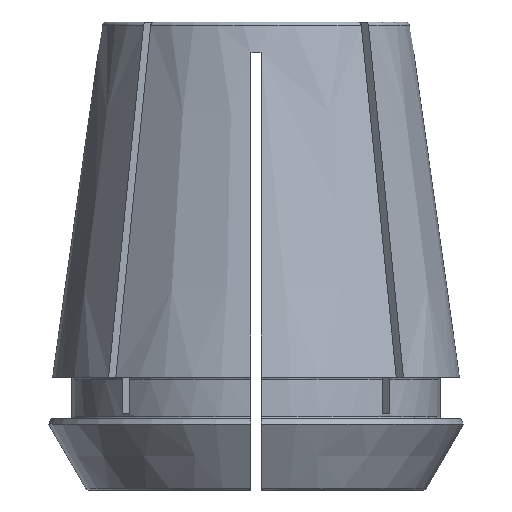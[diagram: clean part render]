
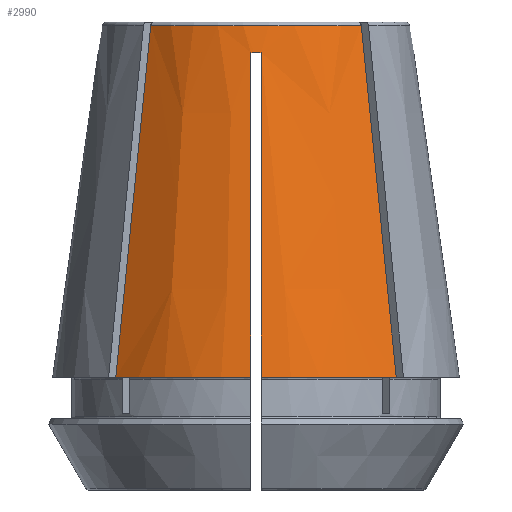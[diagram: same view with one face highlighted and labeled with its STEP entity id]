
A CAD part, left-side view. The second image highlights one B-rep face of the part: STEP entity #2990.
In plain terms, the highlighted conical face has half-angle 8 degrees and reference radius 15.095 mm.
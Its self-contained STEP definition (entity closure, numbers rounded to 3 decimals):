
#51=CONICAL_SURFACE('',#3237,15.095,0.14);
#130=CIRCLE('',#3147,15.517);
#186=CIRCLE('',#3238,15.144);
#187=CIRCLE('',#3239,20.);
#188=CIRCLE('',#3240,20.);
#1069=ORIENTED_EDGE('',*,*,#1964,.F.);
#1070=ORIENTED_EDGE('',*,*,#1965,.T.);
#1071=ORIENTED_EDGE('',*,*,#1966,.T.);
#1072=ORIENTED_EDGE('',*,*,#1824,.F.);
#1073=ORIENTED_EDGE('',*,*,#1821,.F.);
#1074=ORIENTED_EDGE('',*,*,#1863,.T.);
#1075=ORIENTED_EDGE('',*,*,#1967,.T.);
#1076=ORIENTED_EDGE('',*,*,#1968,.F.);
#1821=EDGE_CURVE('',#2292,#2293,#130,.T.);
#1824=EDGE_CURVE('',#2293,#2295,#2491,.T.);
#1863=EDGE_CURVE('',#2292,#2332,#2504,.T.);
#1964=EDGE_CURVE('',#2390,#2391,#186,.T.);
#1965=EDGE_CURVE('',#2390,#2392,#2527,.T.);
#1966=EDGE_CURVE('',#2392,#2295,#187,.T.);
#1967=EDGE_CURVE('',#2332,#2393,#188,.T.);
#1968=EDGE_CURVE('',#2391,#2393,#2528,.T.);
#2292=VERTEX_POINT('',#4858);
#2293=VERTEX_POINT('',#4860);
#2295=VERTEX_POINT('',#4875);
#2332=VERTEX_POINT('',#4989);
#2390=VERTEX_POINT('',#5270);
#2391=VERTEX_POINT('',#5271);
#2392=VERTEX_POINT('',#5279);
#2393=VERTEX_POINT('',#5282);
#2491=B_SPLINE_CURVE_WITH_KNOTS('',3,(#4865,#4866,#4867,#4868,#4869,#4870,
#4871,#4872,#4873,#4874),.UNSPECIFIED.,.F.,.F.,(4,3,3,4),(0.024,
0.028,0.056,0.057),.UNSPECIFIED.);
#2504=B_SPLINE_CURVE_WITH_KNOTS('',3,(#4990,#4991,#4992,#4993,#4994,#4995,
#4996,#4997,#4998,#4999),.UNSPECIFIED.,.F.,.F.,(4,3,3,4),(0.024,
0.028,0.056,0.057),.UNSPECIFIED.);
#2527=B_SPLINE_CURVE_WITH_KNOTS('',3,(#5272,#5273,#5274,#5275,#5276,#5277,
#5278),.UNSPECIFIED.,.F.,.F.,(4,3,4),(0.,0.027,
0.035),.UNSPECIFIED.);
#2528=B_SPLINE_CURVE_WITH_KNOTS('',3,(#5283,#5284,#5285,#5286,#5287,#5288,
#5289),.UNSPECIFIED.,.F.,.F.,(4,3,4),(0.,0.027,
0.035),.UNSPECIFIED.);
#2602=EDGE_LOOP('',(#1069,#1070,#1071,#1072,#1073,#1074,#1075,#1076));
#2762=FACE_BOUND('',#2602,.T.);
#2990=ADVANCED_FACE('',(#2762),#51,.T.);
#3147=AXIS2_PLACEMENT_3D('',#4859,#3623,#3624);
#3237=AXIS2_PLACEMENT_3D('',#5268,#3854,#3855);
#3238=AXIS2_PLACEMENT_3D('',#5269,#3856,#3857);
#3239=AXIS2_PLACEMENT_3D('',#5280,#3858,#3859);
#3240=AXIS2_PLACEMENT_3D('',#5281,#3860,#3861);
#3623=DIRECTION('',(0.,0.,-1.));
#3624=DIRECTION('',(-1.,0.,0.));
#3854=DIRECTION('',(0.,0.,-1.));
#3855=DIRECTION('',(-1.,0.,0.));
#3856=DIRECTION('',(0.,0.,1.));
#3857=DIRECTION('',(1.,0.,0.));
#3858=DIRECTION('',(0.,0.,1.));
#3859=DIRECTION('',(1.,0.,0.));
#3860=DIRECTION('',(0.,0.,1.));
#3861=DIRECTION('',(1.,0.,0.));
#4858=CARTESIAN_POINT('',(-15.509,-0.5,36.));
#4859=CARTESIAN_POINT('',(0.,0.,36.));
#4860=CARTESIAN_POINT('',(-15.509,0.5,36.));
#4865=CARTESIAN_POINT('',(-15.509,0.5,36.));
#4866=CARTESIAN_POINT('',(-15.689,0.5,34.72));
#4867=CARTESIAN_POINT('',(-15.869,0.5,33.44));
#4868=CARTESIAN_POINT('',(-16.049,0.5,32.16));
#4869=CARTESIAN_POINT('',(-17.357,0.5,22.855));
#4870=CARTESIAN_POINT('',(-18.665,0.5,13.55));
#4871=CARTESIAN_POINT('',(-19.973,0.5,4.245));
#4872=CARTESIAN_POINT('',(-19.98,0.5,4.197));
#4873=CARTESIAN_POINT('',(-19.987,0.5,4.148));
#4874=CARTESIAN_POINT('',(-19.994,0.5,4.1));
#4875=CARTESIAN_POINT('',(-19.994,0.5,4.1));
#4989=CARTESIAN_POINT('',(-19.994,-0.5,4.1));
#4990=CARTESIAN_POINT('',(-15.509,-0.5,36.));
#4991=CARTESIAN_POINT('',(-15.689,-0.5,34.72));
#4992=CARTESIAN_POINT('',(-15.869,-0.5,33.44));
#4993=CARTESIAN_POINT('',(-16.049,-0.5,32.16));
#4994=CARTESIAN_POINT('',(-17.357,-0.5,22.855));
#4995=CARTESIAN_POINT('',(-18.665,-0.5,13.55));
#4996=CARTESIAN_POINT('',(-19.973,-0.5,4.245));
#4997=CARTESIAN_POINT('',(-19.98,-0.5,4.197));
#4998=CARTESIAN_POINT('',(-19.987,-0.5,4.148));
#4999=CARTESIAN_POINT('',(-19.994,-0.5,4.1));
#5268=CARTESIAN_POINT('',(0.,0.,39.));
#5269=CARTESIAN_POINT('',(0.,0.,38.656));
#5270=CARTESIAN_POINT('',(-11.056,10.349,38.656));
#5271=CARTESIAN_POINT('',(-11.056,-10.349,38.656));
#5272=CARTESIAN_POINT('',(-11.056,10.349,38.656));
#5273=CARTESIAN_POINT('',(-11.928,11.221,29.88));
#5274=CARTESIAN_POINT('',(-12.801,12.094,21.104));
#5275=CARTESIAN_POINT('',(-13.673,12.966,12.328));
#5276=CARTESIAN_POINT('',(-13.946,13.239,9.585));
#5277=CARTESIAN_POINT('',(-14.219,13.512,6.843));
#5278=CARTESIAN_POINT('',(-14.491,13.784,4.1));
#5279=CARTESIAN_POINT('',(-14.491,13.784,4.1));
#5280=CARTESIAN_POINT('',(0.,0.,4.1));
#5281=CARTESIAN_POINT('',(0.,0.,4.1));
#5282=CARTESIAN_POINT('',(-14.491,-13.784,4.1));
#5283=CARTESIAN_POINT('',(-11.056,-10.349,38.656));
#5284=CARTESIAN_POINT('',(-11.928,-11.221,29.88));
#5285=CARTESIAN_POINT('',(-12.801,-12.094,21.104));
#5286=CARTESIAN_POINT('',(-13.673,-12.966,12.328));
#5287=CARTESIAN_POINT('',(-13.946,-13.239,9.585));
#5288=CARTESIAN_POINT('',(-14.219,-13.512,6.843));
#5289=CARTESIAN_POINT('',(-14.491,-13.784,4.1));
